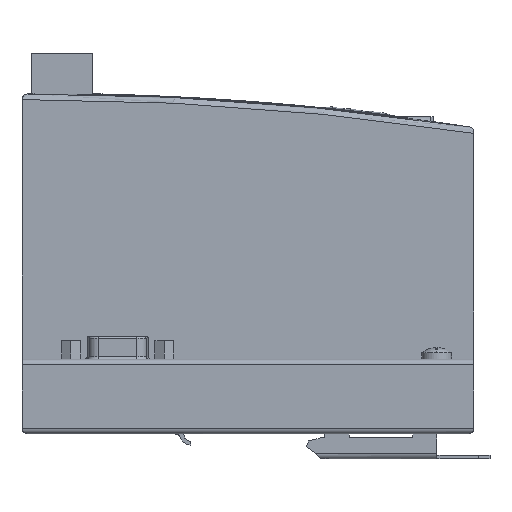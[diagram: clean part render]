
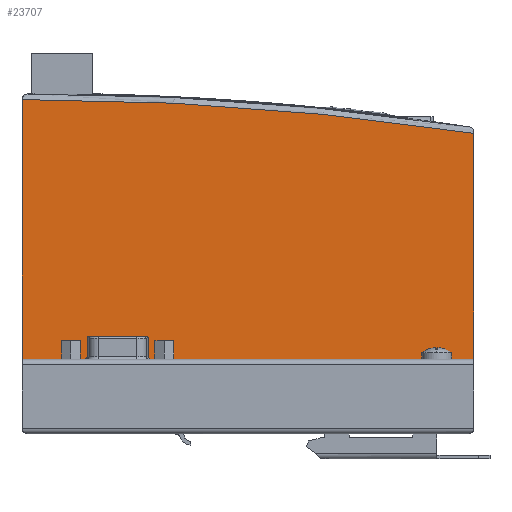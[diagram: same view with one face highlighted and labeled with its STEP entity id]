
A CAD part, left-side view. The second image highlights one B-rep face of the part: STEP entity #23707.
In plain terms, the highlighted planar face has unit normal (-1, 0, 0).
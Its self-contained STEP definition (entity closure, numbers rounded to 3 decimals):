
#93=DIRECTION('',(0.,1.,0.));
#94=VECTOR('',#93,121.);
#95=CARTESIAN_POINT('',(-82.,0.,20.));
#96=LINE('',#95,#94);
#97=DIRECTION('',(0.,0.,-1.));
#98=VECTOR('',#97,69.501);
#99=CARTESIAN_POINT('',(-82.,121.,89.501));
#100=LINE('',#99,#98);
#101=CARTESIAN_POINT('',(-82.,119.669,-708.999));
#102=DIRECTION('',(-1.,0.,0.));
#103=DIRECTION('',(0.,-0.15,0.989));
#104=AXIS2_PLACEMENT_3D('',#101,#102,#103);
#106=DIRECTION('',(0.,0.,1.));
#107=VECTOR('',#106,60.483);
#108=CARTESIAN_POINT('',(-82.,0.,20.));
#109=LINE('',#108,#107);
#23132=CARTESIAN_POINT('',(-82.,0.,80.483));
#23133=CARTESIAN_POINT('',(-82.,121.,89.5));
#23134=VERTEX_POINT('',#23132);
#23135=VERTEX_POINT('',#23133);
#23259=CARTESIAN_POINT('',(-82.,0.,20.));
#23260=CARTESIAN_POINT('',(-82.,121.,20.));
#23261=VERTEX_POINT('',#23259);
#23262=VERTEX_POINT('',#23260);
#23693=CARTESIAN_POINT('',(-82.,61.781,43.749));
#23694=DIRECTION('',(1.,0.,0.));
#23695=DIRECTION('',(0.,1.,0.));
#23696=AXIS2_PLACEMENT_3D('',#23693,#23694,#23695);
#23697=PLANE('',#23696);
#23699=ORIENTED_EDGE('',*,*,#23698,.T.);
#23700=ORIENTED_EDGE('',*,*,#23662,.F.);
#23702=ORIENTED_EDGE('',*,*,#23701,.F.);
#23704=ORIENTED_EDGE('',*,*,#23703,.F.);
#23705=EDGE_LOOP('',(#23699,#23700,#23702,#23704));
#23706=FACE_OUTER_BOUND('',#23705,.F.);
#23707=ADVANCED_FACE('',(#23706),#23697,.F.);
#105=CIRCLE('',#104,798.5);
#23662=EDGE_CURVE('',#23135,#23262,#100,.T.);
#23698=EDGE_CURVE('',#23261,#23262,#96,.T.);
#23701=EDGE_CURVE('',#23134,#23135,#105,.T.);
#23703=EDGE_CURVE('',#23261,#23134,#109,.T.);
